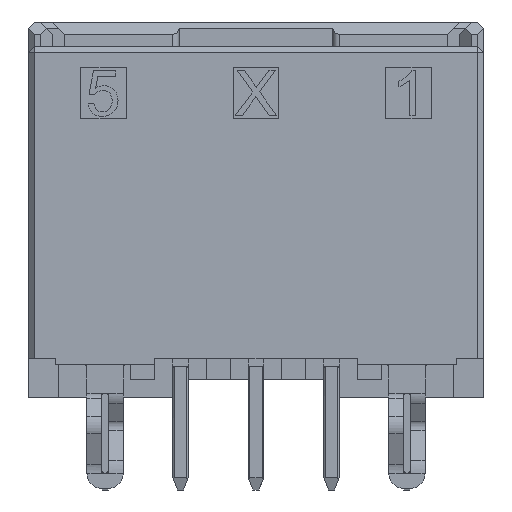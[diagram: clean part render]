
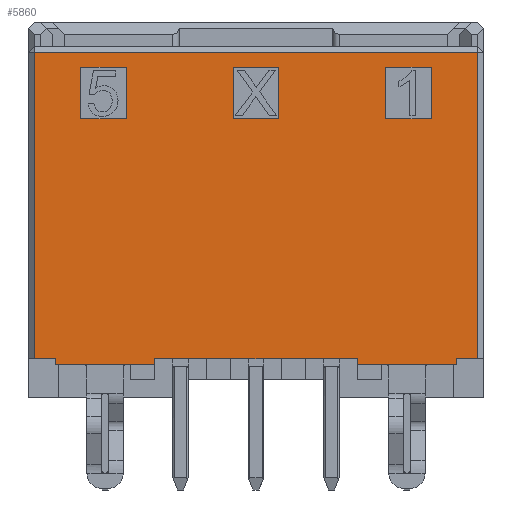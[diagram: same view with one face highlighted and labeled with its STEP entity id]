
A CAD part, front view. The second image highlights one B-rep face of the part: STEP entity #5860.
In plain terms, the highlighted planar face has unit normal (0, -1, 0).
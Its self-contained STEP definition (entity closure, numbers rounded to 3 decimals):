
#682=CARTESIAN_POINT('',(-7.35,-7.,8.3));
#683=VERTEX_POINT('',#682);
#705=CARTESIAN_POINT('',(-7.35,-7.,-1.85));
#706=VERTEX_POINT('',#705);
#713=CARTESIAN_POINT('',(-7.35,-7.,-1.85));
#714=DIRECTION('',(0.,0.,1.));
#715=VECTOR('',#714,10.15);
#716=LINE('',#713,#715);
#717=EDGE_CURVE('',#706,#683,#716,.T.);
#1213=CARTESIAN_POINT('',(-3.35,-7.,-1.85));
#1214=VERTEX_POINT('',#1213);
#1221=CARTESIAN_POINT('',(-3.35,-7.,-2.05));
#1222=VERTEX_POINT('',#1221);
#1223=CARTESIAN_POINT('',(-3.35,-7.,-1.85));
#1224=DIRECTION('',(0.,0.,-1.));
#1225=VECTOR('',#1224,0.2);
#1226=LINE('',#1223,#1225);
#1227=EDGE_CURVE('',#1214,#1222,#1226,.T.);
#1399=CARTESIAN_POINT('',(-6.65,-7.,-2.05));
#1400=VERTEX_POINT('',#1399);
#1407=CARTESIAN_POINT('',(-6.65,-7.,-1.85));
#1408=VERTEX_POINT('',#1407);
#1409=CARTESIAN_POINT('',(-6.65,-7.,-2.05));
#1410=DIRECTION('',(0.,0.,1.));
#1411=VECTOR('',#1410,0.2);
#1412=LINE('',#1409,#1411);
#1413=EDGE_CURVE('',#1400,#1408,#1412,.T.);
#1564=CARTESIAN_POINT('',(-3.35,-7.,-2.05));
#1565=DIRECTION('',(-1.,0.,0.));
#1566=VECTOR('',#1565,3.3);
#1567=LINE('',#1564,#1566);
#1568=EDGE_CURVE('',#1222,#1400,#1567,.T.);
#1911=CARTESIAN_POINT('',(7.35,-7.,8.3));
#1912=VERTEX_POINT('',#1911);
#1913=CARTESIAN_POINT('',(-7.35,-7.,8.3));
#1914=DIRECTION('',(1.,0.,0.));
#1915=VECTOR('',#1914,14.7);
#1916=LINE('',#1913,#1915);
#1917=EDGE_CURVE('',#683,#1912,#1916,.T.);
#3762=CARTESIAN_POINT('',(7.35,-7.,-1.85));
#3763=VERTEX_POINT('',#3762);
#3772=CARTESIAN_POINT('',(7.35,-7.,8.3));
#3773=DIRECTION('',(0.,0.,-1.));
#3774=VECTOR('',#3773,10.15);
#3775=LINE('',#3772,#3774);
#3776=EDGE_CURVE('',#1912,#3763,#3775,.T.);
#3796=CARTESIAN_POINT('',(6.65,-7.,-1.85));
#3797=VERTEX_POINT('',#3796);
#3804=CARTESIAN_POINT('',(6.65,-7.,-2.05));
#3805=VERTEX_POINT('',#3804);
#3806=CARTESIAN_POINT('',(6.65,-7.,-1.85));
#3807=DIRECTION('',(0.,0.,-1.));
#3808=VECTOR('',#3807,0.2);
#3809=LINE('',#3806,#3808);
#3810=EDGE_CURVE('',#3797,#3805,#3809,.T.);
#3982=CARTESIAN_POINT('',(3.35,-7.,-2.05));
#3983=VERTEX_POINT('',#3982);
#3990=CARTESIAN_POINT('',(3.35,-7.,-1.85));
#3991=VERTEX_POINT('',#3990);
#3992=CARTESIAN_POINT('',(3.35,-7.,-2.05));
#3993=DIRECTION('',(0.,0.,1.));
#3994=VECTOR('',#3993,0.2);
#3995=LINE('',#3992,#3994);
#3996=EDGE_CURVE('',#3983,#3991,#3995,.T.);
#4012=CARTESIAN_POINT('',(6.65,-7.,-2.05));
#4013=DIRECTION('',(-1.,0.,0.));
#4014=VECTOR('',#4013,3.3);
#4015=LINE('',#4012,#4014);
#4016=EDGE_CURVE('',#3805,#3983,#4015,.T.);
#5724=CARTESIAN_POINT('',(0.,-7.,2.575));
#5725=DIRECTION('',(1.,0.,0.));
#5726=DIRECTION('',(0.,-1.,0.));
#5727=AXIS2_PLACEMENT_3D('',#5724,#5726,#5725);
#5728=PLANE('',#5727);
#5729=CARTESIAN_POINT('',(7.35,-7.,-1.85));
#5730=DIRECTION('',(-1.,0.,0.));
#5731=VECTOR('',#5730,0.7);
#5732=LINE('',#5729,#5731);
#5733=EDGE_CURVE('',#3763,#3797,#5732,.T.);
#5734=ORIENTED_EDGE('',*,*,#5733,.F.);
#5735=ORIENTED_EDGE('',*,*,#3776,.F.);
#5736=ORIENTED_EDGE('',*,*,#1917,.F.);
#5737=ORIENTED_EDGE('',*,*,#717,.F.);
#5738=CARTESIAN_POINT('',(-6.65,-7.,-1.85));
#5739=DIRECTION('',(-1.,0.,0.));
#5740=VECTOR('',#5739,0.7);
#5741=LINE('',#5738,#5740);
#5742=EDGE_CURVE('',#1408,#706,#5741,.T.);
#5743=ORIENTED_EDGE('',*,*,#5742,.F.);
#5744=ORIENTED_EDGE('',*,*,#1413,.F.);
#5745=ORIENTED_EDGE('',*,*,#1568,.F.);
#5746=ORIENTED_EDGE('',*,*,#1227,.F.);
#5747=CARTESIAN_POINT('',(3.35,-7.,-1.85));
#5748=DIRECTION('',(-1.,0.,0.));
#5749=VECTOR('',#5748,6.7);
#5750=LINE('',#5747,#5749);
#5751=EDGE_CURVE('',#3991,#1214,#5750,.T.);
#5752=ORIENTED_EDGE('',*,*,#5751,.F.);
#5753=ORIENTED_EDGE('',*,*,#3996,.F.);
#5754=ORIENTED_EDGE('',*,*,#4016,.F.);
#5755=ORIENTED_EDGE('',*,*,#3810,.F.);
#5756=EDGE_LOOP('',(#5734,#5735,#5736,#5737,#5743,#5744,#5745,#5746,#5752,#5753,#5754,#5755));
#5757=FACE_OUTER_BOUND('',#5756,.T.);
#5758=CARTESIAN_POINT('',(5.8,-7.,6.1));
#5759=VERTEX_POINT('',#5758);
#5760=CARTESIAN_POINT('',(4.3,-7.,6.1));
#5761=VERTEX_POINT('',#5760);
#5762=CARTESIAN_POINT('',(5.8,-7.,6.1));
#5763=DIRECTION('',(-1.,0.,0.));
#5764=VECTOR('',#5763,1.5);
#5765=LINE('',#5762,#5764);
#5766=EDGE_CURVE('',#5759,#5761,#5765,.T.);
#5767=ORIENTED_EDGE('',*,*,#5766,.T.);
#5768=CARTESIAN_POINT('',(4.3,-7.,7.8));
#5769=VERTEX_POINT('',#5768);
#5770=CARTESIAN_POINT('',(4.3,-7.,6.1));
#5771=DIRECTION('',(0.,0.,1.));
#5772=VECTOR('',#5771,1.7);
#5773=LINE('',#5770,#5772);
#5774=EDGE_CURVE('',#5761,#5769,#5773,.T.);
#5775=ORIENTED_EDGE('',*,*,#5774,.T.);
#5776=CARTESIAN_POINT('',(5.8,-7.,7.8));
#5777=VERTEX_POINT('',#5776);
#5778=CARTESIAN_POINT('',(4.3,-7.,7.8));
#5779=DIRECTION('',(1.,0.,0.));
#5780=VECTOR('',#5779,1.5);
#5781=LINE('',#5778,#5780);
#5782=EDGE_CURVE('',#5769,#5777,#5781,.T.);
#5783=ORIENTED_EDGE('',*,*,#5782,.T.);
#5784=CARTESIAN_POINT('',(5.8,-7.,7.8));
#5785=DIRECTION('',(0.,0.,-1.));
#5786=VECTOR('',#5785,1.7);
#5787=LINE('',#5784,#5786);
#5788=EDGE_CURVE('',#5777,#5759,#5787,.T.);
#5789=ORIENTED_EDGE('',*,*,#5788,.T.);
#5790=EDGE_LOOP('',(#5767,#5775,#5783,#5789));
#5791=FACE_BOUND('',#5790,.T.);
#5792=CARTESIAN_POINT('',(-0.75,-7.,6.1));
#5793=VERTEX_POINT('',#5792);
#5794=CARTESIAN_POINT('',(-0.75,-7.,7.8));
#5795=VERTEX_POINT('',#5794);
#5796=CARTESIAN_POINT('',(-0.75,-7.,6.1));
#5797=DIRECTION('',(0.,0.,1.));
#5798=VECTOR('',#5797,1.7);
#5799=LINE('',#5796,#5798);
#5800=EDGE_CURVE('',#5793,#5795,#5799,.T.);
#5801=ORIENTED_EDGE('',*,*,#5800,.T.);
#5802=CARTESIAN_POINT('',(0.75,-7.,7.8));
#5803=VERTEX_POINT('',#5802);
#5804=CARTESIAN_POINT('',(-0.75,-7.,7.8));
#5805=DIRECTION('',(1.,0.,0.));
#5806=VECTOR('',#5805,1.5);
#5807=LINE('',#5804,#5806);
#5808=EDGE_CURVE('',#5795,#5803,#5807,.T.);
#5809=ORIENTED_EDGE('',*,*,#5808,.T.);
#5810=CARTESIAN_POINT('',(0.75,-7.,6.1));
#5811=VERTEX_POINT('',#5810);
#5812=CARTESIAN_POINT('',(0.75,-7.,7.8));
#5813=DIRECTION('',(0.,0.,-1.));
#5814=VECTOR('',#5813,1.7);
#5815=LINE('',#5812,#5814);
#5816=EDGE_CURVE('',#5803,#5811,#5815,.T.);
#5817=ORIENTED_EDGE('',*,*,#5816,.T.);
#5818=CARTESIAN_POINT('',(0.75,-7.,6.1));
#5819=DIRECTION('',(-1.,0.,0.));
#5820=VECTOR('',#5819,1.5);
#5821=LINE('',#5818,#5820);
#5822=EDGE_CURVE('',#5811,#5793,#5821,.T.);
#5823=ORIENTED_EDGE('',*,*,#5822,.T.);
#5824=EDGE_LOOP('',(#5801,#5809,#5817,#5823));
#5825=FACE_BOUND('',#5824,.T.);
#5826=CARTESIAN_POINT('',(-5.8,-7.,7.8));
#5827=VERTEX_POINT('',#5826);
#5828=CARTESIAN_POINT('',(-4.3,-7.,7.8));
#5829=VERTEX_POINT('',#5828);
#5830=CARTESIAN_POINT('',(-5.8,-7.,7.8));
#5831=DIRECTION('',(1.,0.,0.));
#5832=VECTOR('',#5831,1.5);
#5833=LINE('',#5830,#5832);
#5834=EDGE_CURVE('',#5827,#5829,#5833,.T.);
#5835=ORIENTED_EDGE('',*,*,#5834,.T.);
#5836=CARTESIAN_POINT('',(-4.3,-7.,6.1));
#5837=VERTEX_POINT('',#5836);
#5838=CARTESIAN_POINT('',(-4.3,-7.,7.8));
#5839=DIRECTION('',(0.,0.,-1.));
#5840=VECTOR('',#5839,1.7);
#5841=LINE('',#5838,#5840);
#5842=EDGE_CURVE('',#5829,#5837,#5841,.T.);
#5843=ORIENTED_EDGE('',*,*,#5842,.T.);
#5844=CARTESIAN_POINT('',(-5.8,-7.,6.1));
#5845=VERTEX_POINT('',#5844);
#5846=CARTESIAN_POINT('',(-4.3,-7.,6.1));
#5847=DIRECTION('',(-1.,0.,0.));
#5848=VECTOR('',#5847,1.5);
#5849=LINE('',#5846,#5848);
#5850=EDGE_CURVE('',#5837,#5845,#5849,.T.);
#5851=ORIENTED_EDGE('',*,*,#5850,.T.);
#5852=CARTESIAN_POINT('',(-5.8,-7.,6.1));
#5853=DIRECTION('',(0.,0.,1.));
#5854=VECTOR('',#5853,1.7);
#5855=LINE('',#5852,#5854);
#5856=EDGE_CURVE('',#5845,#5827,#5855,.T.);
#5857=ORIENTED_EDGE('',*,*,#5856,.T.);
#5858=EDGE_LOOP('',(#5835,#5843,#5851,#5857));
#5859=FACE_BOUND('',#5858,.T.);
#5860=ADVANCED_FACE('',(#5757,#5791,#5825,#5859),#5728,.T.);
